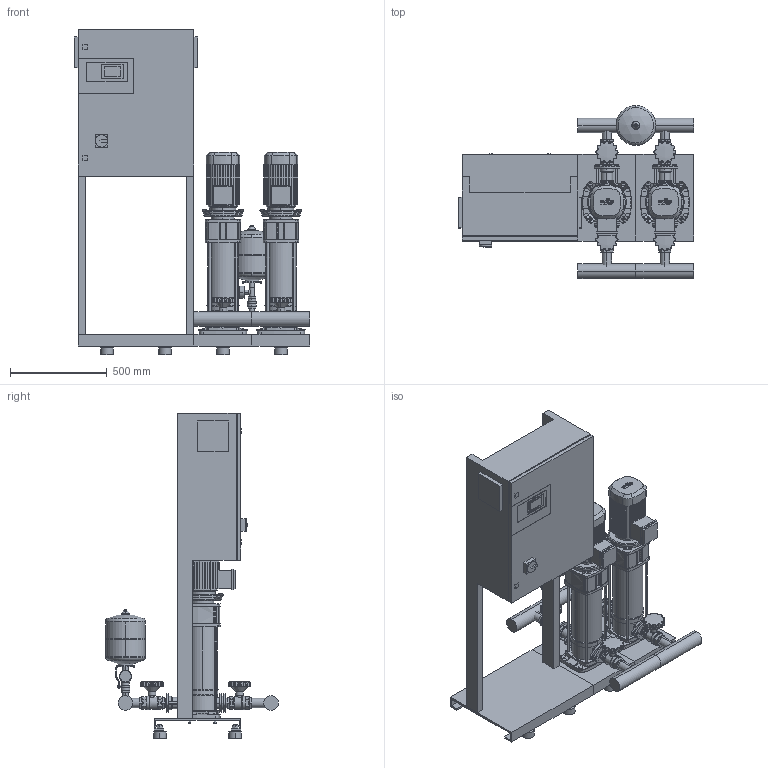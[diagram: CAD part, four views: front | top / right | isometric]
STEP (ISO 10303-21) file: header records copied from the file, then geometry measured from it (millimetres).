
FILE_DESCRIPTION((''),'2;1');
FILE_NAME('3d_COR-2HELIXV1007_K_CC-2534165.stp','2016-01-25T07:10:12',(''),(''),'Mechanical Desktop 2009','Mechanical Desktop 2009',', , ');
FILE_SCHEMA(('CONFIG_CONTROL_DESIGN'));
Length unit declared in the file: millimetre
Products named in the file (1): Product
Bounding box: 1220 x 895.05 x 1685 mm (x, y, z)
Volume: 194232633.1 mm3; surface area: 8188536.5 mm2
Topology: 109 solids, 109 shells, 3083 faces, 7757 edges, 5059 vertices
Faces by surface type: plane 1237, cylinder 908, bspline 696, cone 168, torus 60, sphere 14
Entity records: 99176 total; most frequent: CARTESIAN_POINT 25330, ORIENTED_EDGE 15498, DIRECTION 14827, EDGE_CURVE 7749, AXIS2_PLACEMENT_3D 5114, VERTEX_POINT 5054, VECTOR 4599, LINE 4599
